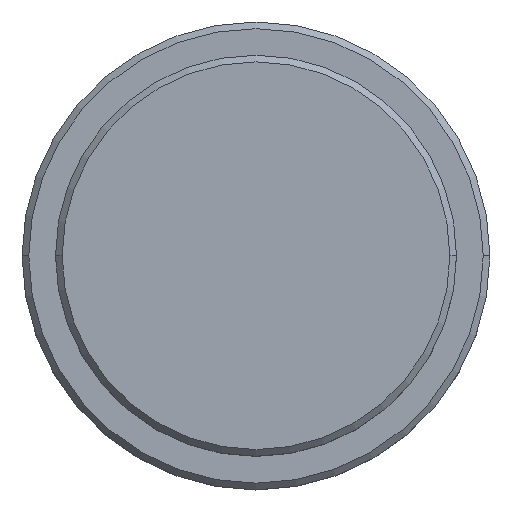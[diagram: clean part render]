
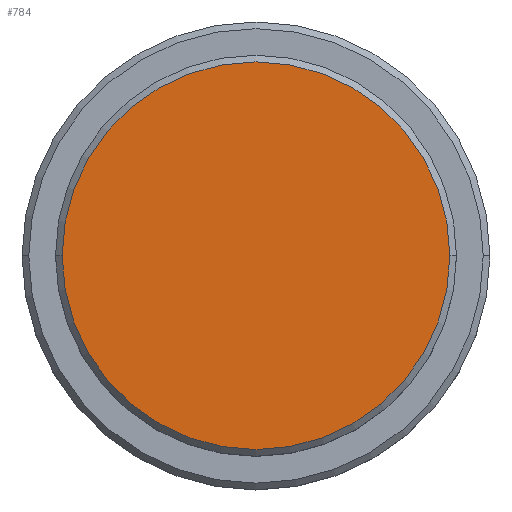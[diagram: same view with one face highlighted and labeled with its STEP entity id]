
A CAD part, top view. The second image highlights one B-rep face of the part: STEP entity #784.
In plain terms, the highlighted planar face has unit normal (0, 0, 1).
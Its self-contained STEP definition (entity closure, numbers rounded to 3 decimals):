
#11 = DIRECTION ( 'NONE',  ( 1., 0., 0. ) ) ;
#60 = PLANE ( 'NONE',  #796 ) ;
#138 = CIRCLE ( 'NONE', #1166, 14.5 ) ;
#188 = CARTESIAN_POINT ( 'NONE',  ( 14.5, 0., 0. ) ) ;
#245 = EDGE_CURVE ( 'NONE', #1199, #294, #359, .T. ) ;
#294 = VERTEX_POINT ( 'NONE', #188 ) ;
#359 = CIRCLE ( 'NONE', #1141, 14.5 ) ;
#414 = FACE_OUTER_BOUND ( 'NONE', #1364, .T. ) ;
#443 = ORIENTED_EDGE ( 'NONE', *, *, #996, .T. ) ;
#522 = DIRECTION ( 'NONE',  ( 1., 0., 0. ) ) ;
#627 = CARTESIAN_POINT ( 'NONE',  ( -14.5, 0., 0. ) ) ;
#784 = ADVANCED_FACE ( 'NONE', ( #414 ), #60, .T. ) ;
#796 = AXIS2_PLACEMENT_3D ( 'NONE', #1176, #1288, #522 ) ;
#898 = CARTESIAN_POINT ( 'NONE',  ( 0., 0., 0. ) ) ;
#932 = CARTESIAN_POINT ( 'NONE',  ( 0., 0., 0. ) ) ;
#941 = ORIENTED_EDGE ( 'NONE', *, *, #245, .T. ) ;
#968 = DIRECTION ( 'NONE',  ( 0., 0., 1. ) ) ;
#996 = EDGE_CURVE ( 'NONE', #294, #1199, #138, .T. ) ;
#1141 = AXIS2_PLACEMENT_3D ( 'NONE', #932, #1239, #1246 ) ;
#1166 = AXIS2_PLACEMENT_3D ( 'NONE', #898, #968, #11 ) ;
#1176 = CARTESIAN_POINT ( 'NONE',  ( 0., 0., 0. ) ) ;
#1199 = VERTEX_POINT ( 'NONE', #627 ) ;
#1239 = DIRECTION ( 'NONE',  ( 0., 0., 1. ) ) ;
#1246 = DIRECTION ( 'NONE',  ( 1., 0., 0. ) ) ;
#1288 = DIRECTION ( 'NONE',  ( 0., 0., 1. ) ) ;
#1364 = EDGE_LOOP ( 'NONE', ( #941, #443 ) ) ;
